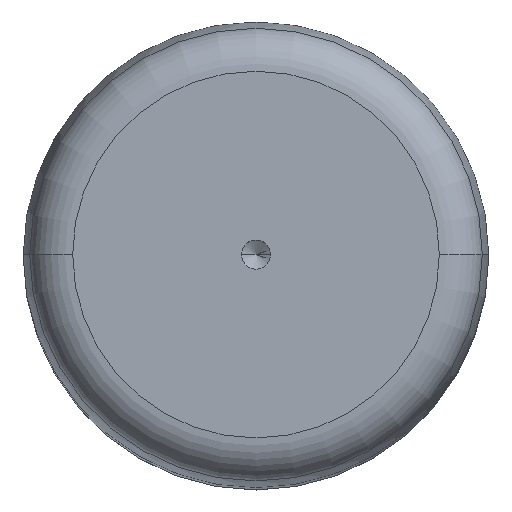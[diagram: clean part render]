
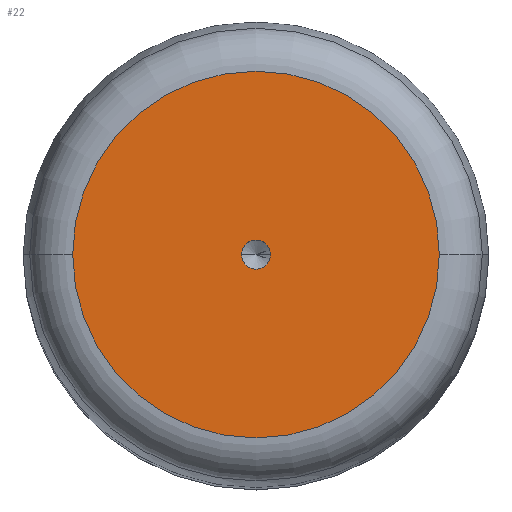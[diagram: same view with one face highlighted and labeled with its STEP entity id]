
A CAD part, top view. The second image highlights one B-rep face of the part: STEP entity #22.
In plain terms, the highlighted planar face has unit normal (0, 0, 1).
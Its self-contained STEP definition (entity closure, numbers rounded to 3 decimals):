
#22 = ADVANCED_FACE ( 'NONE', ( #429, #52 ), #198, .T. ) ;
#52 = FACE_OUTER_BOUND ( 'NONE', #300, .T. ) ;
#61 = CARTESIAN_POINT ( 'NONE',  ( 0., 0., 110. ) ) ;
#79 = CARTESIAN_POINT ( 'NONE',  ( 1., 0., 110. ) ) ;
#90 = VERTEX_POINT ( 'NONE', #550 ) ;
#119 = AXIS2_PLACEMENT_3D ( 'NONE', #377, #641, #474 ) ;
#137 = ORIENTED_EDGE ( 'NONE', *, *, #143, .T. ) ;
#143 = EDGE_CURVE ( 'NONE', #90, #333, #227, .T. ) ;
#165 = VERTEX_POINT ( 'NONE', #585 ) ;
#185 = CIRCLE ( 'NONE', #575, 1. ) ;
#198 = PLANE ( 'NONE',  #370 ) ;
#217 = DIRECTION ( 'NONE',  ( 0., 0., 1. ) ) ;
#227 = CIRCLE ( 'NONE', #119, 12.604 ) ;
#264 = AXIS2_PLACEMENT_3D ( 'NONE', #566, #617, #667 ) ;
#300 = EDGE_LOOP ( 'NONE', ( #402, #137 ) ) ;
#307 = CARTESIAN_POINT ( 'NONE',  ( 0., 0., 110. ) ) ;
#333 = VERTEX_POINT ( 'NONE', #389 ) ;
#353 = EDGE_LOOP ( 'NONE', ( #546, #468 ) ) ;
#360 = DIRECTION ( 'NONE',  ( 1., 0., 0. ) ) ;
#370 = AXIS2_PLACEMENT_3D ( 'NONE', #661, #444, #607 ) ;
#377 = CARTESIAN_POINT ( 'NONE',  ( 0., 0., 110. ) ) ;
#382 = VERTEX_POINT ( 'NONE', #79 ) ;
#389 = CARTESIAN_POINT ( 'NONE',  ( 12.604, 0., 110. ) ) ;
#402 = ORIENTED_EDGE ( 'NONE', *, *, #643, .T. ) ;
#429 = FACE_BOUND ( 'NONE', #353, .T. ) ;
#444 = DIRECTION ( 'NONE',  ( 0., 0., 1. ) ) ;
#468 = ORIENTED_EDGE ( 'NONE', *, *, #562, .F. ) ;
#474 = DIRECTION ( 'NONE',  ( 1., 0., 0. ) ) ;
#486 = AXIS2_PLACEMENT_3D ( 'NONE', #61, #217, #538 ) ;
#538 = DIRECTION ( 'NONE',  ( 1., 0., 0. ) ) ;
#546 = ORIENTED_EDGE ( 'NONE', *, *, #678, .F. ) ;
#550 = CARTESIAN_POINT ( 'NONE',  ( -12.604, 0., 110. ) ) ;
#562 = EDGE_CURVE ( 'NONE', #165, #382, #642, .T. ) ;
#566 = CARTESIAN_POINT ( 'NONE',  ( 0., 0., 110. ) ) ;
#575 = AXIS2_PLACEMENT_3D ( 'NONE', #307, #674, #360 ) ;
#585 = CARTESIAN_POINT ( 'NONE',  ( -1., 0., 110. ) ) ;
#607 = DIRECTION ( 'NONE',  ( 1., 0., 0. ) ) ;
#617 = DIRECTION ( 'NONE',  ( 0., 0., 1. ) ) ;
#641 = DIRECTION ( 'NONE',  ( 0., 0., 1. ) ) ;
#642 = CIRCLE ( 'NONE', #486, 1. ) ;
#643 = EDGE_CURVE ( 'NONE', #333, #90, #658, .T. ) ;
#658 = CIRCLE ( 'NONE', #264, 12.604 ) ;
#661 = CARTESIAN_POINT ( 'NONE',  ( 0., 0., 110. ) ) ;
#667 = DIRECTION ( 'NONE',  ( 1., 0., 0. ) ) ;
#674 = DIRECTION ( 'NONE',  ( 0., 0., 1. ) ) ;
#678 = EDGE_CURVE ( 'NONE', #382, #165, #185, .T. ) ;
